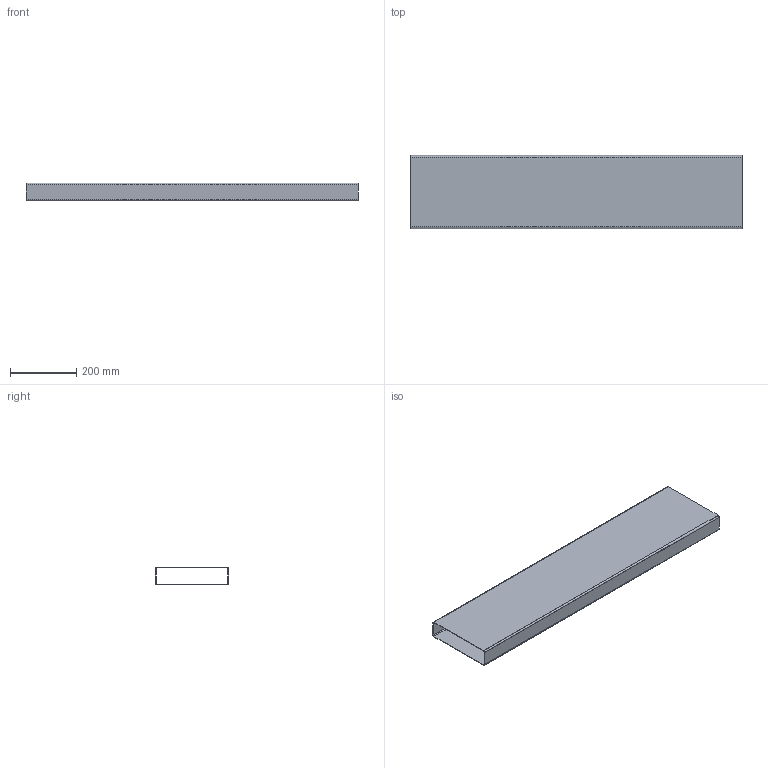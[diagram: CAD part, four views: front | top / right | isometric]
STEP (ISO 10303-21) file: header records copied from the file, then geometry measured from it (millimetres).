
FILE_DESCRIPTION(('STEP AP214'),'1');
FILE_NAME('4021002_V T-VRO 125 Breitkanal weiss L 1000 mm.STP','2023-10-18T12:46:22',(' '),(' '),'Spatial InterOp 3D',' ',' ');
FILE_SCHEMA(('AUTOMOTIVE_DESIGN { 1 0 10303 214 1 1 1 1 }'));
Length unit declared in the file: millimetre
Products named in the file (2): 4021002_V T-VRO 125 Breitkanal weiss L 1000 mm; ASSEM1
Assembly tree (1 placements, depth 2):
  4021002_V T-VRO 125 Breitkanal weiss L 1000 mm
    ASSEM1
Bounding box: 1000 x 220 x 54 mm (x, y, z)
Volume: 855023 mm3; surface area: 1070488.8 mm2
Topology: 1 solids, 1 shells, 18 faces, 48 edges, 32 vertices
Faces by surface type: plane 10, cylinder 8
Entity records: 614 total; most frequent: DIRECTION 104, CARTESIAN_POINT 100, ORIENTED_EDGE 96, EDGE_CURVE 48, AXIS2_PLACEMENT_3D 36, VERTEX_POINT 32, LINE 32, VECTOR 32
